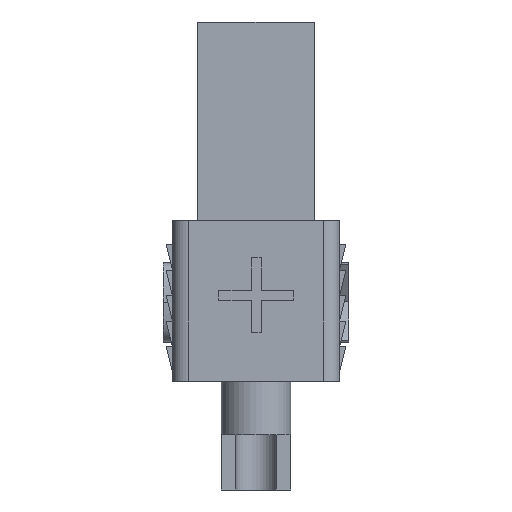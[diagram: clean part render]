
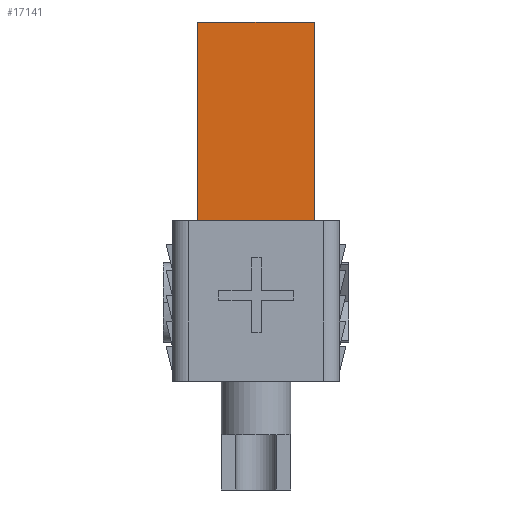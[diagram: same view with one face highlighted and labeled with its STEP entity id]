
A CAD part, front view. The second image highlights one B-rep face of the part: STEP entity #17141.
In plain terms, the highlighted planar face has unit normal (0, -1, 0).
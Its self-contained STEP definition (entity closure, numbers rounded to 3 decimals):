
#638 = PLANE ( 'NONE',  #4735 ) ;
#1354 = CARTESIAN_POINT ( 'NONE',  ( 0., 1.11, 5.1 ) ) ;
#1760 = VECTOR ( 'NONE', #2135, 1000. ) ;
#1804 = EDGE_LOOP ( 'NONE', ( #7561, #13868, #12541, #6002 ) ) ;
#2135 = DIRECTION ( 'NONE',  ( 0., 0., -1. ) ) ;
#3136 = CARTESIAN_POINT ( 'NONE',  ( 1.85, 1.11, 11.4 ) ) ;
#3492 = EDGE_CURVE ( 'NONE', #4369, #10864, #17411, .T. ) ;
#3614 = DIRECTION ( 'NONE',  ( 1., 0., 0. ) ) ;
#3696 = CARTESIAN_POINT ( 'NONE',  ( 0., 1.11, 11.4 ) ) ;
#4369 = VERTEX_POINT ( 'NONE', #9591 ) ;
#4620 = CARTESIAN_POINT ( 'NONE',  ( 1.85, 1.11, 5.1 ) ) ;
#4735 = AXIS2_PLACEMENT_3D ( 'NONE', #3696, #10428, #15976 ) ;
#4835 = CARTESIAN_POINT ( 'NONE',  ( -1.85, 1.11, 11.4 ) ) ;
#5398 = EDGE_CURVE ( 'NONE', #17581, #15111, #7022, .T. ) ;
#6002 = ORIENTED_EDGE ( 'NONE', *, *, #3492, .T. ) ;
#6130 = EDGE_CURVE ( 'NONE', #4369, #17581, #6206, .T. ) ;
#6206 = LINE ( 'NONE', #17345, #7598 ) ;
#6833 = DIRECTION ( 'NONE',  ( 1., 0., 0. ) ) ;
#7022 = LINE ( 'NONE', #3136, #9565 ) ;
#7098 = DIRECTION ( 'NONE',  ( 0., 0., -1. ) ) ;
#7550 = FACE_OUTER_BOUND ( 'NONE', #1804, .T. ) ;
#7561 = ORIENTED_EDGE ( 'NONE', *, *, #14065, .T. ) ;
#7598 = VECTOR ( 'NONE', #3614, 1000. ) ;
#7788 = CARTESIAN_POINT ( 'NONE',  ( 1.85, 1.11, 11.4 ) ) ;
#9565 = VECTOR ( 'NONE', #7098, 1000. ) ;
#9591 = CARTESIAN_POINT ( 'NONE',  ( -1.85, 1.11, 11.4 ) ) ;
#9870 = CARTESIAN_POINT ( 'NONE',  ( -1.85, 1.11, 5.1 ) ) ;
#10428 = DIRECTION ( 'NONE',  ( 0., 1., 0. ) ) ;
#10864 = VERTEX_POINT ( 'NONE', #9870 ) ;
#11834 = VECTOR ( 'NONE', #6833, 1000. ) ;
#12541 = ORIENTED_EDGE ( 'NONE', *, *, #6130, .F. ) ;
#13688 = LINE ( 'NONE', #1354, #11834 ) ;
#13868 = ORIENTED_EDGE ( 'NONE', *, *, #5398, .F. ) ;
#14065 = EDGE_CURVE ( 'NONE', #10864, #15111, #13688, .T. ) ;
#15111 = VERTEX_POINT ( 'NONE', #4620 ) ;
#15976 = DIRECTION ( 'NONE',  ( 0., 0., 1. ) ) ;
#17141 = ADVANCED_FACE ( 'NONE', ( #7550 ), #638, .F. ) ;
#17345 = CARTESIAN_POINT ( 'NONE',  ( 0., 1.11, 11.4 ) ) ;
#17411 = LINE ( 'NONE', #4835, #1760 ) ;
#17581 = VERTEX_POINT ( 'NONE', #7788 ) ;
